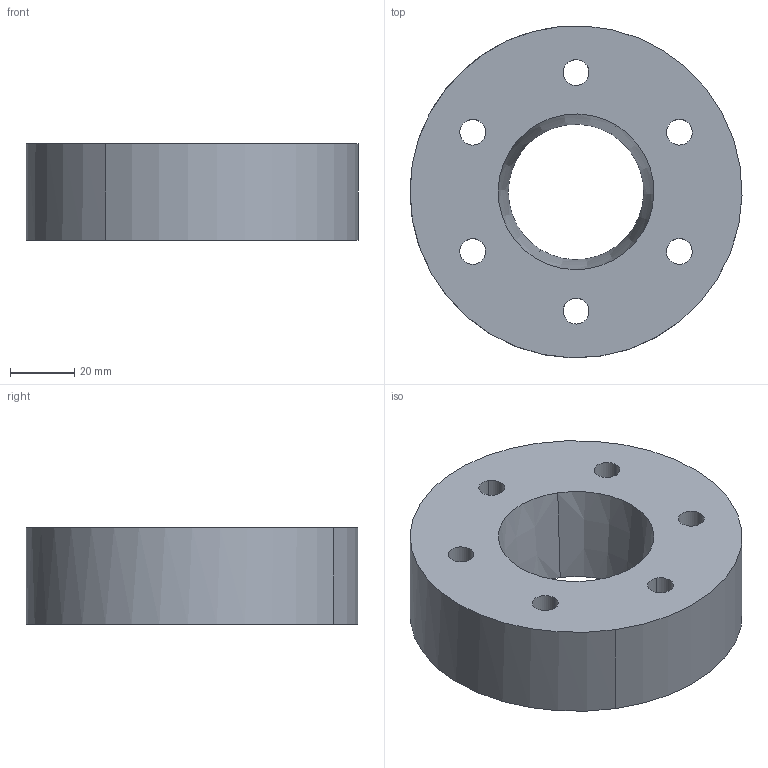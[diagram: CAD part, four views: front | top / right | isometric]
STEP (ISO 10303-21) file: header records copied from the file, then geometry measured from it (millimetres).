
FILE_DESCRIPTION(('CoCreate Modeling STEP Export'),'2;1');
FILE_NAME('m47.stp','2011-05-24T12:27:25',(''),(''),'CoCreate Modeling STEP processor for AP214 (Solid Model)','CoCreate Modeling 18.0P1120 20-Nov-2010 (C) Parametric Technology GmbH','');
FILE_SCHEMA(('AUTOMOTIVE_DESIGN { 1 0 10303 214 1 1 1 1 }'));
Length unit declared in the file: millimetre
Products named in the file (1): BODY_19____SOL219_-_WSP_ACCOUPL.PRT
Bounding box: 102.99 x 102.97 x 30 mm (x, y, z)
Volume: 192804.6 mm3; surface area: 31353.7 mm2
Topology: 1 solids, 1 shells, 18 faces, 50 edges, 34 vertices
Faces by surface type: cylinder 14, plane 2, cone 2
Entity records: 564 total; most frequent: ORIENTED_EDGE 100, DIRECTION 86, CARTESIAN_POINT 85, EDGE_CURVE 50, AXIS2_PLACEMENT_3D 35, VERTEX_POINT 34, EDGE_LOOP 32, FACE_OUTER_BOUND 18
